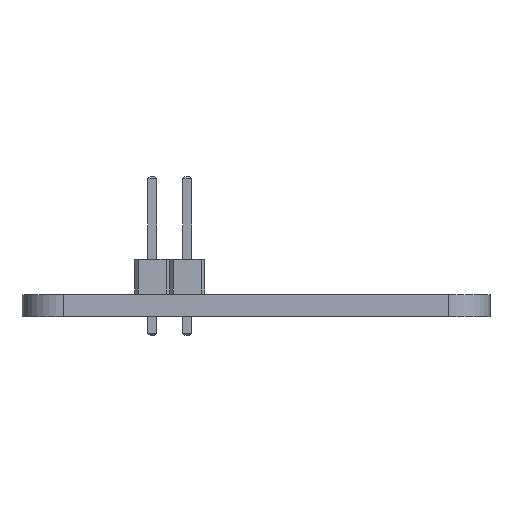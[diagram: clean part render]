
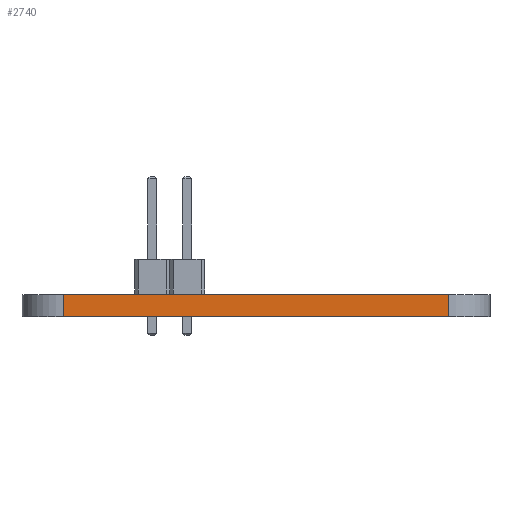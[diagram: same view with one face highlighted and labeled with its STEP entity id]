
A CAD part, front view. The second image highlights one B-rep face of the part: STEP entity #2740.
In plain terms, the highlighted planar face has unit normal (0, -1, 0).
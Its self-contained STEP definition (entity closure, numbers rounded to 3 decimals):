
#1641 = VERTEX_POINT('',#1642);
#1642 = CARTESIAN_POINT('',(71.,-126.,0.));
#1649 = EDGE_CURVE('',#1650,#1641,#1652,.T.);
#1650 = VERTEX_POINT('',#1651);
#1651 = CARTESIAN_POINT('',(99.,-126.,0.));
#1652 = LINE('',#1653,#1654);
#1653 = CARTESIAN_POINT('',(99.,-126.,0.));
#1654 = VECTOR('',#1655,1.);
#1655 = DIRECTION('',(-1.,0.,0.));
#2177 = VERTEX_POINT('',#2178);
#2178 = CARTESIAN_POINT('',(71.,-126.,1.6));
#2185 = EDGE_CURVE('',#2186,#2177,#2188,.T.);
#2186 = VERTEX_POINT('',#2187);
#2187 = CARTESIAN_POINT('',(99.,-126.,1.6));
#2188 = LINE('',#2189,#2190);
#2189 = CARTESIAN_POINT('',(99.,-126.,1.6));
#2190 = VECTOR('',#2191,1.);
#2191 = DIRECTION('',(-1.,0.,0.));
#2712 = EDGE_CURVE('',#1650,#2186,#2713,.T.);
#2713 = LINE('',#2714,#2715);
#2714 = CARTESIAN_POINT('',(99.,-126.,0.));
#2715 = VECTOR('',#2716,1.);
#2716 = DIRECTION('',(0.,0.,1.));
#2740 = ADVANCED_FACE('',(#2741),#2752,.T.);
#2741 = FACE_BOUND('',#2742,.T.);
#2742 = EDGE_LOOP('',(#2743,#2744,#2745,#2751));
#2743 = ORIENTED_EDGE('',*,*,#2712,.T.);
#2744 = ORIENTED_EDGE('',*,*,#2185,.T.);
#2745 = ORIENTED_EDGE('',*,*,#2746,.F.);
#2746 = EDGE_CURVE('',#1641,#2177,#2747,.T.);
#2747 = LINE('',#2748,#2749);
#2748 = CARTESIAN_POINT('',(71.,-126.,0.));
#2749 = VECTOR('',#2750,1.);
#2750 = DIRECTION('',(0.,0.,1.));
#2751 = ORIENTED_EDGE('',*,*,#1649,.F.);
#2752 = PLANE('',#2753);
#2753 = AXIS2_PLACEMENT_3D('',#2754,#2755,#2756);
#2754 = CARTESIAN_POINT('',(99.,-126.,0.));
#2755 = DIRECTION('',(0.,-1.,0.));
#2756 = DIRECTION('',(-1.,0.,0.));
